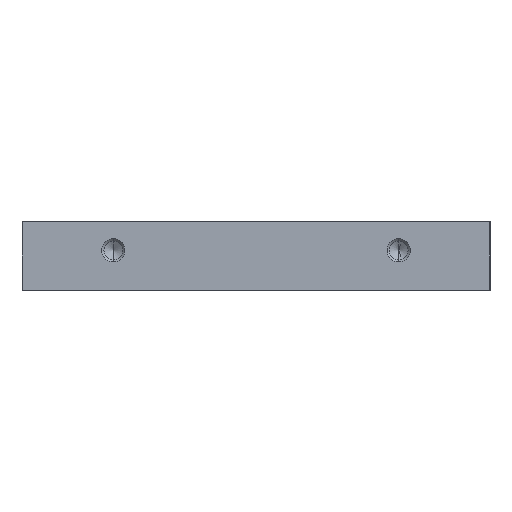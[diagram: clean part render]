
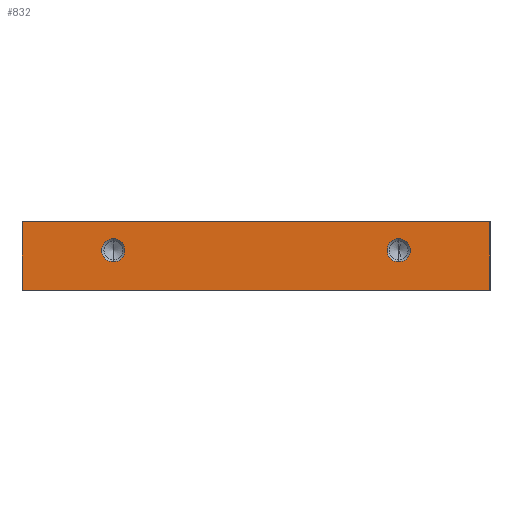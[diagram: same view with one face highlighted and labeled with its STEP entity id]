
A CAD part, left-side view. The second image highlights one B-rep face of the part: STEP entity #832.
In plain terms, the highlighted planar face has unit normal (-1, 0, 0).
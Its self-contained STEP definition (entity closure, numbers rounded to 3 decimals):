
#41 = ORIENTED_EDGE ( 'NONE', *, *, #1812, .T. ) ;
#69 = VERTEX_POINT ( 'NONE', #1218 ) ;
#132 = EDGE_CURVE ( 'NONE', #588, #1491, #468, .T. ) ;
#164 = CARTESIAN_POINT ( 'NONE',  ( 0., 66., 7. ) ) ;
#199 = CARTESIAN_POINT ( 'NONE',  ( 0., 16., 7. ) ) ;
#229 = CARTESIAN_POINT ( 'NONE',  ( 0., 66., 9.025 ) ) ;
#286 = CIRCLE ( 'NONE', #1518, 2.025 ) ;
#294 = EDGE_CURVE ( 'NONE', #2123, #1138, #2288, .T. ) ;
#352 = AXIS2_PLACEMENT_3D ( 'NONE', #164, #1276, #1486 ) ;
#380 = ORIENTED_EDGE ( 'NONE', *, *, #1454, .F. ) ;
#468 = CIRCLE ( 'NONE', #352, 2.025 ) ;
#496 = VECTOR ( 'NONE', #875, 1000. ) ;
#538 = VECTOR ( 'NONE', #1715, 1000. ) ;
#550 = AXIS2_PLACEMENT_3D ( 'NONE', #1910, #2353, #1478 ) ;
#573 = CIRCLE ( 'NONE', #1429, 2.025 ) ;
#588 = VERTEX_POINT ( 'NONE', #1055 ) ;
#593 = EDGE_CURVE ( 'NONE', #2091, #1301, #573, .T. ) ;
#694 = CARTESIAN_POINT ( 'NONE',  ( 0., 16., 7. ) ) ;
#714 = LINE ( 'NONE', #2507, #2495 ) ;
#739 = DIRECTION ( 'NONE',  ( 0., 0., 1. ) ) ;
#750 = LINE ( 'NONE', #1075, #538 ) ;
#805 = AXIS2_PLACEMENT_3D ( 'NONE', #694, #870, #1089 ) ;
#832 = ADVANCED_FACE ( 'NONE', ( #1425, #1289, #2043 ), #850, .F. ) ;
#850 = PLANE ( 'NONE',  #550 ) ;
#870 = DIRECTION ( 'NONE',  ( -1., 0., 0. ) ) ;
#875 = DIRECTION ( 'NONE',  ( 0., -1., 0. ) ) ;
#947 = EDGE_CURVE ( 'NONE', #1301, #2091, #2293, .T. ) ;
#1016 = LINE ( 'NONE', #1907, #1049 ) ;
#1030 = VERTEX_POINT ( 'NONE', #1144 ) ;
#1049 = VECTOR ( 'NONE', #1927, 1000. ) ;
#1055 = CARTESIAN_POINT ( 'NONE',  ( 0., 66., 4.975 ) ) ;
#1072 = CARTESIAN_POINT ( 'NONE',  ( 0., 82., 0. ) ) ;
#1075 = CARTESIAN_POINT ( 'NONE',  ( 0., 0., 12. ) ) ;
#1089 = DIRECTION ( 'NONE',  ( 0., 0., 1. ) ) ;
#1138 = VERTEX_POINT ( 'NONE', #1821 ) ;
#1144 = CARTESIAN_POINT ( 'NONE',  ( 0., 82., 12. ) ) ;
#1218 = CARTESIAN_POINT ( 'NONE',  ( 0., 0., 12. ) ) ;
#1269 = DIRECTION ( 'NONE',  ( 0., 0., -1. ) ) ;
#1276 = DIRECTION ( 'NONE',  ( -1., 0., 0. ) ) ;
#1289 = FACE_BOUND ( 'NONE', #1595, .T. ) ;
#1301 = VERTEX_POINT ( 'NONE', #1483 ) ;
#1356 = DIRECTION ( 'NONE',  ( -1., 0., 0. ) ) ;
#1374 = CARTESIAN_POINT ( 'NONE',  ( 0., 66., 7. ) ) ;
#1401 = ORIENTED_EDGE ( 'NONE', *, *, #1519, .F. ) ;
#1425 = FACE_BOUND ( 'NONE', #1835, .T. ) ;
#1429 = AXIS2_PLACEMENT_3D ( 'NONE', #199, #2789, #2573 ) ;
#1454 = EDGE_CURVE ( 'NONE', #1030, #69, #750, .T. ) ;
#1478 = DIRECTION ( 'NONE',  ( 0., 0., -1. ) ) ;
#1483 = CARTESIAN_POINT ( 'NONE',  ( 0., 16., 4.975 ) ) ;
#1486 = DIRECTION ( 'NONE',  ( 0., 0., 1. ) ) ;
#1491 = VERTEX_POINT ( 'NONE', #229 ) ;
#1501 = ORIENTED_EDGE ( 'NONE', *, *, #132, .F. ) ;
#1518 = AXIS2_PLACEMENT_3D ( 'NONE', #1374, #1356, #739 ) ;
#1519 = EDGE_CURVE ( 'NONE', #69, #1138, #1016, .T. ) ;
#1521 = CARTESIAN_POINT ( 'NONE',  ( 0., 0., 0. ) ) ;
#1595 = EDGE_LOOP ( 'NONE', ( #1623, #1501 ) ) ;
#1623 = ORIENTED_EDGE ( 'NONE', *, *, #2399, .F. ) ;
#1658 = ORIENTED_EDGE ( 'NONE', *, *, #947, .F. ) ;
#1715 = DIRECTION ( 'NONE',  ( 0., -1., 0. ) ) ;
#1812 = EDGE_CURVE ( 'NONE', #1030, #2123, #714, .T. ) ;
#1821 = CARTESIAN_POINT ( 'NONE',  ( 0., 0., 0. ) ) ;
#1835 = EDGE_LOOP ( 'NONE', ( #2173, #1658 ) ) ;
#1894 = CARTESIAN_POINT ( 'NONE',  ( 0., 16., 9.025 ) ) ;
#1907 = CARTESIAN_POINT ( 'NONE',  ( 0., 0., 12. ) ) ;
#1910 = CARTESIAN_POINT ( 'NONE',  ( 0., 0., 12. ) ) ;
#1927 = DIRECTION ( 'NONE',  ( 0., 0., -1. ) ) ;
#1983 = ORIENTED_EDGE ( 'NONE', *, *, #294, .T. ) ;
#2043 = FACE_OUTER_BOUND ( 'NONE', #2435, .T. ) ;
#2091 = VERTEX_POINT ( 'NONE', #1894 ) ;
#2123 = VERTEX_POINT ( 'NONE', #1072 ) ;
#2173 = ORIENTED_EDGE ( 'NONE', *, *, #593, .F. ) ;
#2288 = LINE ( 'NONE', #1521, #496 ) ;
#2293 = CIRCLE ( 'NONE', #805, 2.025 ) ;
#2353 = DIRECTION ( 'NONE',  ( 1., 0., 0. ) ) ;
#2399 = EDGE_CURVE ( 'NONE', #1491, #588, #286, .T. ) ;
#2435 = EDGE_LOOP ( 'NONE', ( #1983, #1401, #380, #41 ) ) ;
#2495 = VECTOR ( 'NONE', #1269, 1000. ) ;
#2507 = CARTESIAN_POINT ( 'NONE',  ( 0., 82., 12. ) ) ;
#2573 = DIRECTION ( 'NONE',  ( 0., 0., 1. ) ) ;
#2789 = DIRECTION ( 'NONE',  ( -1., 0., 0. ) ) ;
